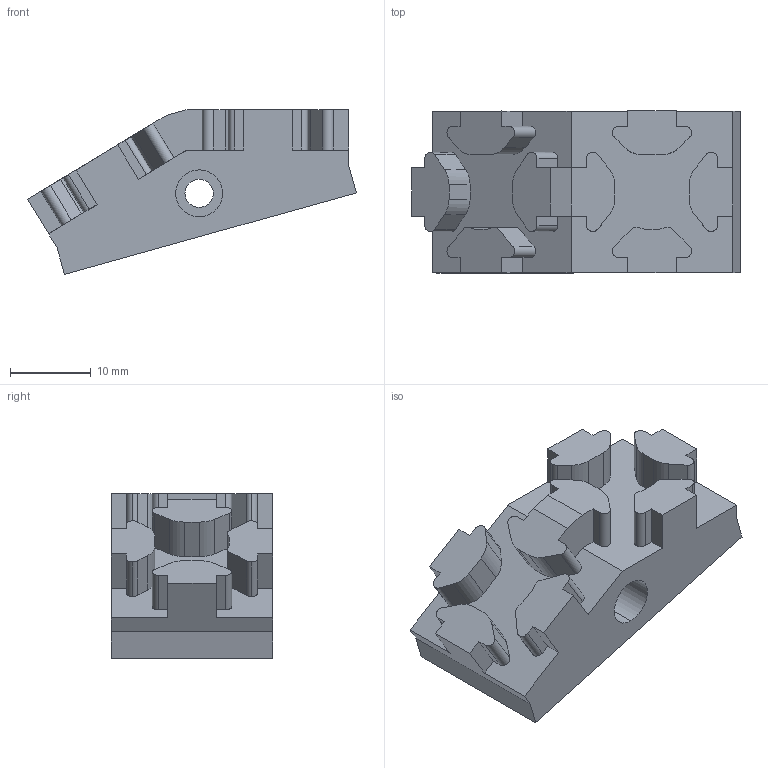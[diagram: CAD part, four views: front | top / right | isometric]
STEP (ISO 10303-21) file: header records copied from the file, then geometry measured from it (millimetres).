
FILE_DESCRIPTION (( 'STEP AP203' ), '1' );
FILE_NAME ('b3_2020 adapter.step', '2020-06-11T11:30:36', ( '' ), ( '' ), 'SwSTEP 2.0', 'SolidWorks 2020', '' );
FILE_SCHEMA (( 'CONFIG_CONTROL_DESIGN' ));
Length unit declared in the file: millimetre
Products named in the file (1): b3_2020 adapter
Bounding box: 40.62 x 20 x 20.38 mm (x, y, z)
Volume: 7237 mm3; surface area: 3725.8 mm2
Topology: 1 solids, 1 shells, 113 faces, 330 edges, 220 vertices
Faces by surface type: plane 73, cylinder 40
Entity records: 3825 total; most frequent: CARTESIAN_POINT 664, ORIENTED_EDGE 660, DIRECTION 638, EDGE_CURVE 330, VECTOR 250, LINE 250, VERTEX_POINT 220, AXIS2_PLACEMENT_3D 194
